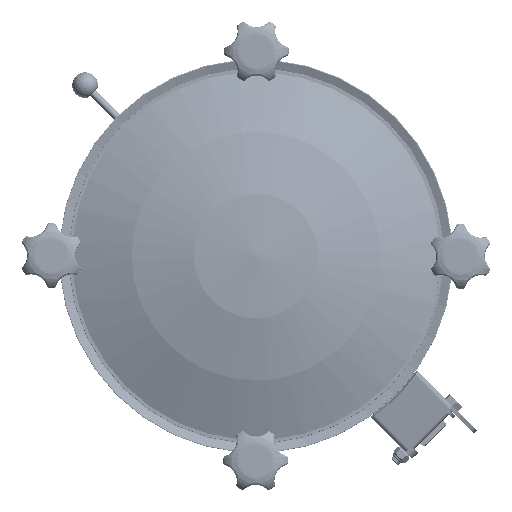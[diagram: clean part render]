
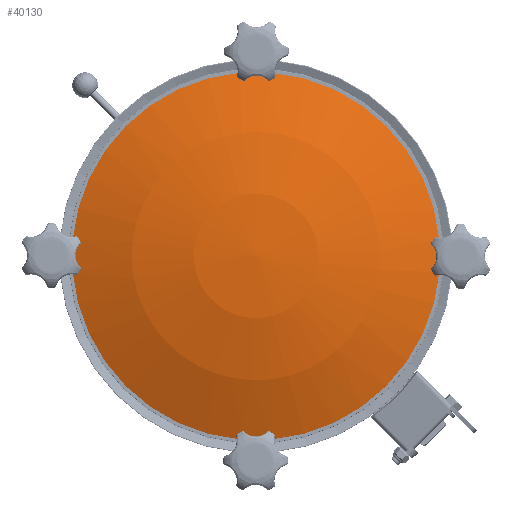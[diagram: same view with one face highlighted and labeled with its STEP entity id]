
A CAD part, top view. The second image highlights one B-rep face of the part: STEP entity #40130.
In plain terms, the highlighted toroidal (fillet/blend) face has major radius 0.492 mm and minor radius 600 mm.
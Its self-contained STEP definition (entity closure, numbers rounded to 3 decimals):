
#98=VERTEX_LOOP('',#26491);
#102=DEGENERATE_TOROIDAL_SURFACE('',#63738,0.492,600.,.F.);
#8002=ORIENTED_EDGE('',*,*,#20295,.F.);
#20295=EDGE_CURVE('',#26489,#26489,#29480,.T.);
#26489=VERTEX_POINT('',#81593);
#26491=VERTEX_POINT('',#81597);
#29480=CIRCLE('',#63736,228.);
#31503=EDGE_LOOP('',(#8002));
#34990=FACE_BOUND('',#98,.T.);
#34991=FACE_BOUND('',#31503,.T.);
#40130=ADVANCED_FACE('',(#34990,#34991),#102,.F.);
#63736=AXIS2_PLACEMENT_3D('',#81592,#69436,#69437);
#63738=AXIS2_PLACEMENT_3D('',#81596,#69440,#69441);
#69436=DIRECTION('',(0.,0.,-1.));
#69437=DIRECTION('',(-1.,0.,0.));
#69440=DIRECTION('',(0.,0.,-1.));
#69441=DIRECTION('',(-1.,0.,0.));
#81592=CARTESIAN_POINT('',(0.,0.,4.79));
#81593=CARTESIAN_POINT('',(-228.,0.,4.79));
#81596=CARTESIAN_POINT('',(0.,0.,-550.));
#81597=CARTESIAN_POINT('',(0.,0.,50.));
